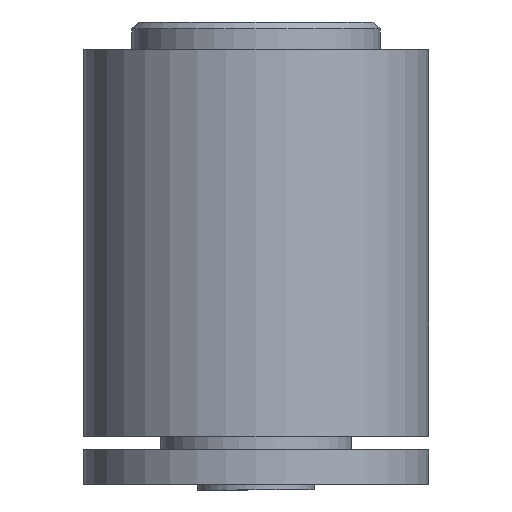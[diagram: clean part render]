
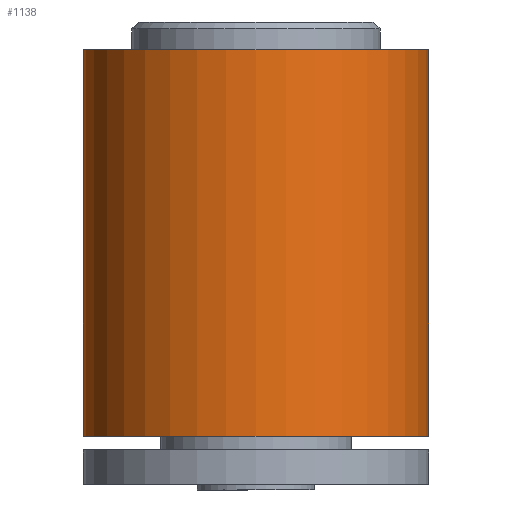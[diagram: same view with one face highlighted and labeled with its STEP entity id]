
A CAD part, left-side view. The second image highlights one B-rep face of the part: STEP entity #1138.
In plain terms, the highlighted cylindrical face has radius 12.5 mm (diameter 25 mm), a full revolution.
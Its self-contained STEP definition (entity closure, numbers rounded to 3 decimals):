
#141=FACE_OUTER_BOUND('',#225,.T.);
#225=EDGE_LOOP('',(#981,#982,#983,#984));
#320=LINE('',#1899,#413);
#413=VECTOR('',#1596,12.5);
#462=CIRCLE('',#1272,12.5);
#463=CIRCLE('',#1274,12.5);
#556=VERTEX_POINT('',#1894);
#557=VERTEX_POINT('',#1897);
#698=EDGE_CURVE('',#556,#556,#462,.T.);
#699=EDGE_CURVE('',#557,#557,#463,.T.);
#700=EDGE_CURVE('',#557,#556,#320,.T.);
#981=ORIENTED_EDGE('',*,*,#699,.T.);
#982=ORIENTED_EDGE('',*,*,#700,.T.);
#983=ORIENTED_EDGE('',*,*,#698,.T.);
#984=ORIENTED_EDGE('',*,*,#700,.F.);
#1008=CYLINDRICAL_SURFACE('',#1273,12.5);
#1138=ADVANCED_FACE('',(#141),#1008,.T.);
#1272=AXIS2_PLACEMENT_3D('',#1895,#1590,#1591);
#1273=AXIS2_PLACEMENT_3D('',#1896,#1592,#1593);
#1274=AXIS2_PLACEMENT_3D('',#1898,#1594,#1595);
#1590=DIRECTION('center_axis',(0.,0.,
1.));
#1591=DIRECTION('ref_axis',(-1.,0.,0.));
#1592=DIRECTION('center_axis',(0.,0.,
1.));
#1593=DIRECTION('ref_axis',(-1.,0.,0.));
#1594=DIRECTION('center_axis',(0.,0.,
-1.));
#1595=DIRECTION('ref_axis',(-1.,0.,0.));
#1596=DIRECTION('',(0.,0.,-1.));
#1894=CARTESIAN_POINT('',(38.525,55.639,19.655));
#1895=CARTESIAN_POINT('Origin',(26.025,55.639,19.655));
#1896=CARTESIAN_POINT('Origin',(26.025,55.639,33.655));
#1897=CARTESIAN_POINT('',(38.525,55.639,47.655));
#1898=CARTESIAN_POINT('Origin',(26.025,55.639,47.655));
#1899=CARTESIAN_POINT('',(38.525,55.639,33.655));
